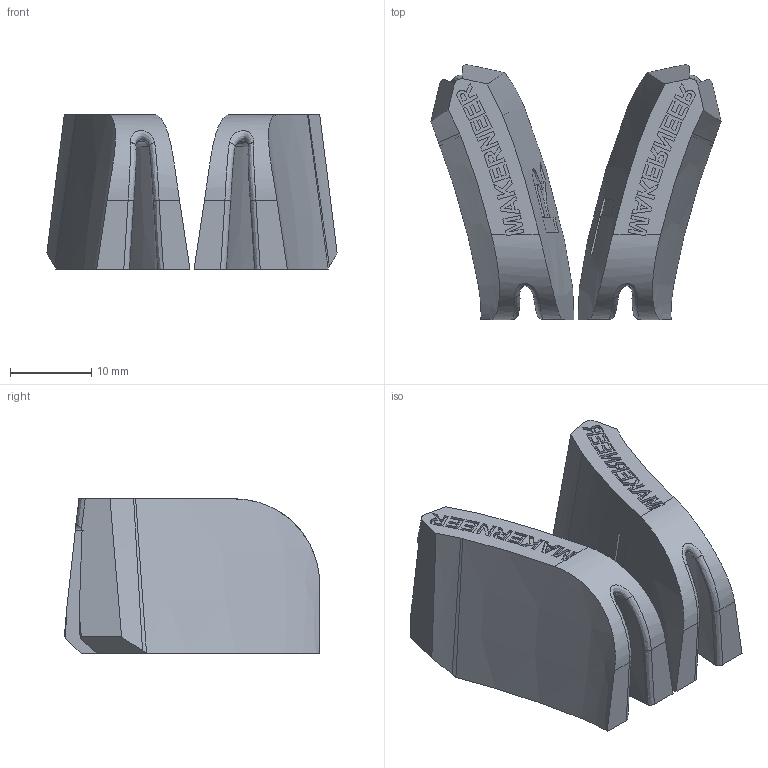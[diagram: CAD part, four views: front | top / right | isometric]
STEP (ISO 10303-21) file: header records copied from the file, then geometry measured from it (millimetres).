
FILE_DESCRIPTION(/* description */ (''),/* implementation_level */ '2;1');
FILE_NAME(/* name */ 'RESPIRATOR WIRE CLIP_step.step',/* time_stamp */ '2025-09-29T13:57:51-07:00',/* author */ (''),/* organization */ (''),/* preprocessor_version */ 'ST-DEVELOPER v20.1',/* originating_system */ 'Autodesk Translation Framework v14.17.0.0',/* authorisation */ '');
FILE_SCHEMA (('AUTOMOTIVE_DESIGN { 1 0 10303 214 3 1 1 }'));
Length unit declared in the file: millimetre
Products named in the file (1): RESPIRATOR WIRE CLIP
Bounding box: 35.74 x 31.44 x 19 mm (x, y, z)
Volume: 7120.9 mm3; surface area: 5534.6 mm2
Topology: 2 solids, 2 shells, 376 faces, 1027 edges, 680 vertices
Faces by surface type: plane 246, bspline 128, cylinder 2
Entity records: 14503 total; most frequent: CARTESIAN_POINT 5888, ORIENTED_EDGE 2054, DIRECTION 1249, EDGE_CURVE 1027, LINE 719, VECTOR 719, VERTEX_POINT 680, EDGE_LOOP 401
